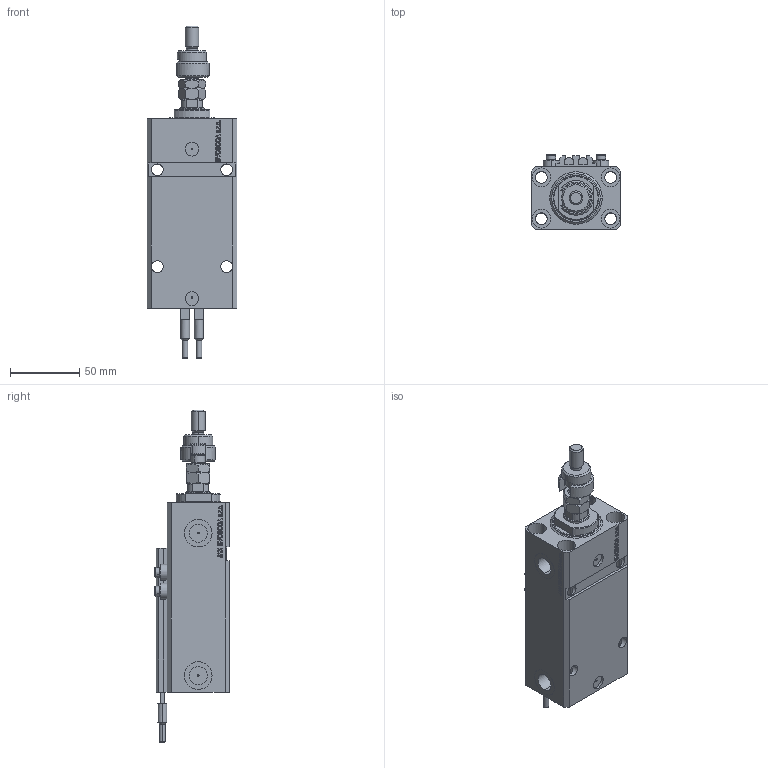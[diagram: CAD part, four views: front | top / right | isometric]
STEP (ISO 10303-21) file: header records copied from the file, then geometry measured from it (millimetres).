
FILE_DESCRIPTION (( 'STEP AP203' ), '1' );
FILE_NAME ('6f2a.STEP', '2023-10-07T18:33:13', ( '' ), ( '' ), 'SwSTEP 2.0', 'SolidWorks 2019', '' );
FILE_SCHEMA (( 'CONFIG_CONTROL_DESIGN' ));
Length unit declared in the file: millimetre
Products named in the file (9): SWITCH_V250CE 034899ce840ffb82e134db0aacdfe1fa; DFA 034899ce840ffb82e134db0aacdfe1fa; 6f2a; V250CE_C_VCP 034899ce840ffb82e134db0aacdfe1fa; V250CE_VC_E 034899ce840ffb82e134db0aacdfe1fa; ALLEN BOLT V250CE 034899ce840ffb82e134db0aacdfe1fa; V250CE_E_Body 034899ce840ffb82e134db0aacdfe1fa; FEMALE_PART_FOR_DFA 034899ce840ffb82e134db0aacdfe1fa; MFA 034899ce840ffb82e134db0aacdfe1fa
Assembly tree (12 placements, depth 3):
  6f2a
    V250CE_E_Body 034899ce840ffb82e134db0aacdfe1fa
    ALLEN BOLT V250CE 034899ce840ffb82e134db0aacdfe1fa  x4
    V250CE_C_VCP 034899ce840ffb82e134db0aacdfe1fa
    V250CE_VC_E 034899ce840ffb82e134db0aacdfe1fa
    DFA 034899ce840ffb82e134db0aacdfe1fa
      FEMALE_PART_FOR_DFA 034899ce840ffb82e134db0aacdfe1fa
      MFA 034899ce840ffb82e134db0aacdfe1fa
    SWITCH_V250CE 034899ce840ffb82e134db0aacdfe1fa  x2
Bounding box: 65 x 54 x 240 mm (x, y, z)
Volume: 365860.9 mm3; surface area: 101741.4 mm2
Topology: 12 solids, 12 shells, 1224 faces, 3003 edges, 1912 vertices
Faces by surface type: plane 571, bspline 360, cylinder 171, cone 100, torus 22
Entity records: 51309 total; most frequent: CARTESIAN_POINT 25975, ORIENTED_EDGE 5588, DIRECTION 3838, EDGE_CURVE 2794, VERTEX_POINT 1798, LINE 1628, VECTOR 1628, EDGE_LOOP 1264
